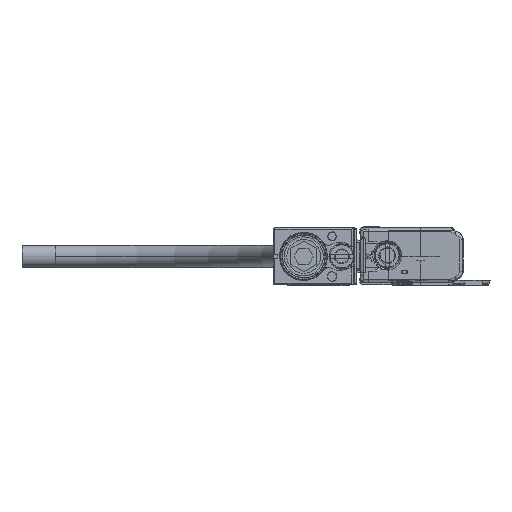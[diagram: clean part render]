
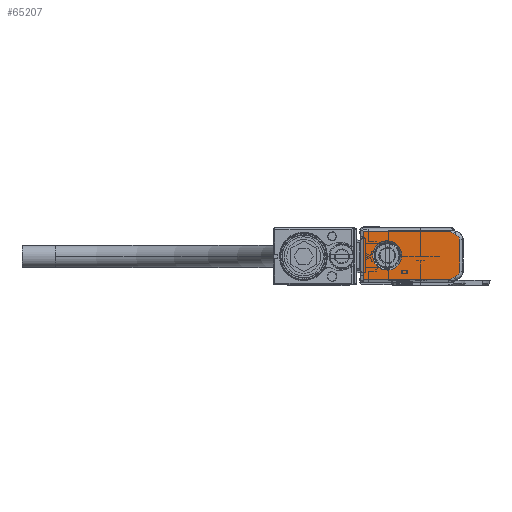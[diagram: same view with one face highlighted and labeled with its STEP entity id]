
A CAD part, left-side view. The second image highlights one B-rep face of the part: STEP entity #65207.
In plain terms, the highlighted planar face has unit normal (-1, 0, 0).
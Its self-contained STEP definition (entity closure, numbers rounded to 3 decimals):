
#65115=AXIS2_PLACEMENT_3D('Plane Axis2P3D',#65112,#65113,#65114) ;
#65139=AXIS2_PLACEMENT_3D('Circle Axis2P3D',#65137,#65138,$) ;
#65153=AXIS2_PLACEMENT_3D('Circle Axis2P3D',#65151,#65152,$) ;
#65183=AXIS2_PLACEMENT_3D('Circle Axis2P3D',#65181,#65182,$) ;
#65192=AXIS2_PLACEMENT_3D('Circle Axis2P3D',#65190,#65191,$) ;
#65199=AXIS2_PLACEMENT_3D('Circle Axis2P3D',#65197,#65198,$) ;
#62356=CARTESIAN_POINT('Vertex',(-1576.,30.2,0.2)) ;
#62365=CARTESIAN_POINT('Vertex',(-1576.,3.814,0.2)) ;
#62368=CARTESIAN_POINT('Line Origine',(-1576.,15.7,0.2)) ;
#62547=CARTESIAN_POINT('Vertex',(-1576.,30.2,14.8)) ;
#62550=CARTESIAN_POINT('Line Origine',(-1576.,30.2,7.5)) ;
#62645=CARTESIAN_POINT('Vertex',(-1576.,3.814,14.8)) ;
#62648=CARTESIAN_POINT('Line Origine',(-1576.,15.7,14.8)) ;
#62709=CARTESIAN_POINT('Line Origine',(-1576.,1.067,12.053)) ;
#62713=CARTESIAN_POINT('Vertex',(-1576.,3.119,14.104)) ;
#65112=CARTESIAN_POINT('Axis2P3D Location',(-1576.,0.2,7.5)) ;
#65117=CARTESIAN_POINT('Line Origine',(-1576.,3.466,0.548)) ;
#65121=CARTESIAN_POINT('Vertex',(-1576.,3.119,0.896)) ;
#65125=CARTESIAN_POINT('Control Point',(-1576.,3.119,0.896)) ;
#65126=CARTESIAN_POINT('Control Point',(-1576.,3.044,0.97)) ;
#65127=CARTESIAN_POINT('Control Point',(-1576.,2.961,1.035)) ;
#65128=CARTESIAN_POINT('Control Point',(-1576.,2.87,1.089)) ;
#65129=CARTESIAN_POINT('Control Point',(-1576.,2.748,1.142)) ;
#65130=CARTESIAN_POINT('Control Point',(-1576.,2.621,1.175)) ;
#65131=CARTESIAN_POINT('Control Point',(-1576.,2.596,1.18)) ;
#65132=CARTESIAN_POINT('Control Point',(-1576.,2.57,1.185)) ;
#65133=CARTESIAN_POINT('Control Point',(-1576.,2.544,1.19)) ;
#65134=CARTESIAN_POINT('Vertex',(-1576.,2.544,1.19)) ;
#65137=CARTESIAN_POINT('Axis2P3D Location',(-1576.,2.8,2.769)) ;
#65141=CARTESIAN_POINT('Vertex',(-1576.,1.2,2.769)) ;
#65144=CARTESIAN_POINT('Line Origine',(-1576.,1.2,7.5)) ;
#65148=CARTESIAN_POINT('Vertex',(-1576.,1.2,12.231)) ;
#65151=CARTESIAN_POINT('Axis2P3D Location',(-1576.,2.8,12.231)) ;
#65155=CARTESIAN_POINT('Vertex',(-1576.,2.544,13.81)) ;
#65159=CARTESIAN_POINT('Control Point',(-1576.,2.544,13.81)) ;
#65160=CARTESIAN_POINT('Control Point',(-1576.,2.648,13.827)) ;
#65161=CARTESIAN_POINT('Control Point',(-1576.,2.749,13.857)) ;
#65162=CARTESIAN_POINT('Control Point',(-1576.,2.846,13.899)) ;
#65163=CARTESIAN_POINT('Control Point',(-1576.,2.96,13.967)) ;
#65164=CARTESIAN_POINT('Control Point',(-1576.,3.061,14.05)) ;
#65165=CARTESIAN_POINT('Control Point',(-1576.,3.081,14.068)) ;
#65166=CARTESIAN_POINT('Control Point',(-1576.,3.1,14.086)) ;
#65167=CARTESIAN_POINT('Control Point',(-1576.,3.119,14.104)) ;
#65181=CARTESIAN_POINT('Axis2P3D Location',(-1576.,23.,7.5)) ;
#65185=CARTESIAN_POINT('Vertex',(-1576.,23.,11.9)) ;
#65187=CARTESIAN_POINT('Vertex',(-1576.,23.,3.1)) ;
#65190=CARTESIAN_POINT('Axis2P3D Location',(-1576.,23.,7.5)) ;
#65194=CARTESIAN_POINT('Vertex',(-1576.,24.895,11.471)) ;
#65197=CARTESIAN_POINT('Axis2P3D Location',(-1576.,23.,7.5)) ;
#62369=DIRECTION('Vector Direction',(0.,-1.,0.)) ;
#62551=DIRECTION('Vector Direction',(0.,0.,-1.)) ;
#62649=DIRECTION('Vector Direction',(0.,1.,0.)) ;
#62710=DIRECTION('Vector Direction',(0.,0.707,0.707)) ;
#65113=DIRECTION('Axis2P3D Direction',(1.,0.,0.)) ;
#65114=DIRECTION('Axis2P3D XDirection',(0.,0.,1.)) ;
#65118=DIRECTION('Vector Direction',(0.,-0.707,0.707)) ;
#65138=DIRECTION('Axis2P3D Direction',(1.,0.,0.)) ;
#65145=DIRECTION('Vector Direction',(0.,0.,1.)) ;
#65152=DIRECTION('Axis2P3D Direction',(1.,0.,0.)) ;
#65182=DIRECTION('Axis2P3D Direction',(1.,0.,0.)) ;
#65191=DIRECTION('Axis2P3D Direction',(1.,0.,0.)) ;
#65198=DIRECTION('Axis2P3D Direction',(1.,0.,0.)) ;
#62370=VECTOR('Line Direction',#62369,1.) ;
#62552=VECTOR('Line Direction',#62551,1.) ;
#62650=VECTOR('Line Direction',#62649,1.) ;
#62711=VECTOR('Line Direction',#62710,1.) ;
#65119=VECTOR('Line Direction',#65118,1.) ;
#65146=VECTOR('Line Direction',#65145,1.) ;
#65170=ORIENTED_EDGE('',*,*,#62652,.F.) ;
#65171=ORIENTED_EDGE('',*,*,#62554,.F.) ;
#65172=ORIENTED_EDGE('',*,*,#62372,.F.) ;
#65173=ORIENTED_EDGE('',*,*,#65123,.F.) ;
#65174=ORIENTED_EDGE('',*,*,#65136,.F.) ;
#65175=ORIENTED_EDGE('',*,*,#65143,.F.) ;
#65176=ORIENTED_EDGE('',*,*,#65150,.F.) ;
#65177=ORIENTED_EDGE('',*,*,#65157,.F.) ;
#65178=ORIENTED_EDGE('',*,*,#65168,.F.) ;
#65179=ORIENTED_EDGE('',*,*,#62715,.F.) ;
#65203=ORIENTED_EDGE('',*,*,#65189,.T.) ;
#65204=ORIENTED_EDGE('',*,*,#65196,.T.) ;
#65205=ORIENTED_EDGE('',*,*,#65201,.T.) ;
#65206=FACE_BOUND('',#65202,.T.) ;
#65207=ADVANCED_FACE('Brep With Voids',(#65180,#65206),#65116,.F.) ;
#65124=B_SPLINE_CURVE_WITH_KNOTS('',5,(#65125,#65126,#65127,#65128,#65129,#65130,#65131,#65132,#65133),.UNSPECIFIED.,.F.,.U.,(6,3,6),(0.,0.743,0.929),.UNSPECIFIED.) ;
#65158=B_SPLINE_CURVE_WITH_KNOTS('',5,(#65159,#65160,#65161,#65162,#65163,#65164,#65165,#65166,#65167),.UNSPECIFIED.,.F.,.U.,(6,3,6),(0.,0.743,0.929),.UNSPECIFIED.) ;
#65140=CIRCLE('generated circle',#65139,1.6) ;
#65154=CIRCLE('generated circle',#65153,1.6) ;
#65184=CIRCLE('generated circle',#65183,4.4) ;
#65193=CIRCLE('generated circle',#65192,4.4) ;
#65200=CIRCLE('generated circle',#65199,4.4) ;
#62372=EDGE_CURVE('',#62366,#62357,#62371,.F.) ;
#62554=EDGE_CURVE('',#62357,#62548,#62553,.F.) ;
#62652=EDGE_CURVE('',#62548,#62646,#62651,.F.) ;
#62715=EDGE_CURVE('',#62646,#62714,#62712,.F.) ;
#65123=EDGE_CURVE('',#65122,#62366,#65120,.F.) ;
#65136=EDGE_CURVE('',#65135,#65122,#65124,.F.) ;
#65143=EDGE_CURVE('',#65142,#65135,#65140,.T.) ;
#65150=EDGE_CURVE('',#65149,#65142,#65147,.F.) ;
#65157=EDGE_CURVE('',#65156,#65149,#65154,.T.) ;
#65168=EDGE_CURVE('',#62714,#65156,#65158,.F.) ;
#65189=EDGE_CURVE('',#65186,#65188,#65184,.T.) ;
#65196=EDGE_CURVE('',#65188,#65195,#65193,.T.) ;
#65201=EDGE_CURVE('',#65195,#65186,#65200,.T.) ;
#65169=EDGE_LOOP('',(#65170,#65171,#65172,#65173,#65174,#65175,#65176,#65177,#65178,#65179)) ;
#65202=EDGE_LOOP('',(#65203,#65204,#65205)) ;
#65180=FACE_OUTER_BOUND('',#65169,.T.) ;
#62371=LINE('Line',#62368,#62370) ;
#62553=LINE('Line',#62550,#62552) ;
#62651=LINE('Line',#62648,#62650) ;
#62712=LINE('Line',#62709,#62711) ;
#65120=LINE('Line',#65117,#65119) ;
#65147=LINE('Line',#65144,#65146) ;
#65116=PLANE('Plane',#65115) ;
#62357=VERTEX_POINT('',#62356) ;
#62366=VERTEX_POINT('',#62365) ;
#62548=VERTEX_POINT('',#62547) ;
#62646=VERTEX_POINT('',#62645) ;
#62714=VERTEX_POINT('',#62713) ;
#65122=VERTEX_POINT('',#65121) ;
#65135=VERTEX_POINT('',#65134) ;
#65142=VERTEX_POINT('',#65141) ;
#65149=VERTEX_POINT('',#65148) ;
#65156=VERTEX_POINT('',#65155) ;
#65186=VERTEX_POINT('',#65185) ;
#65188=VERTEX_POINT('',#65187) ;
#65195=VERTEX_POINT('',#65194) ;
